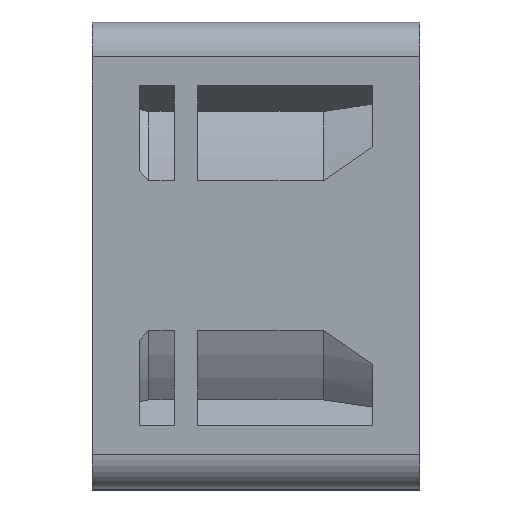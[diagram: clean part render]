
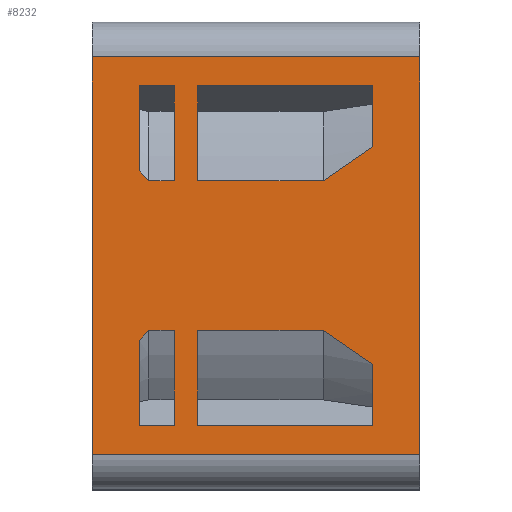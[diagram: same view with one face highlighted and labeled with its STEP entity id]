
A CAD part, top view. The second image highlights one B-rep face of the part: STEP entity #8232.
In plain terms, the highlighted planar face has unit normal (0, 0, 1).
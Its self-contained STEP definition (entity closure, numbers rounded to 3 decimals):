
#2305=DIRECTION('',(-1.,0.,0.));
#2306=VECTOR('',#2305,3.);
#2307=CARTESIAN_POINT('',(-21.,14.531,20.));
#2308=LINE('',#2307,#2306);
#2313=DIRECTION('',(-1.,0.,0.));
#2314=VECTOR('',#2313,15.);
#2315=CARTESIAN_POINT('',(-4.,14.531,20.));
#2316=LINE('',#2315,#2314);
#2317=DIRECTION('',(-1.,0.,0.));
#2318=VECTOR('',#2317,2.174);
#2319=CARTESIAN_POINT('',(-21.,6.403,20.));
#2320=LINE('',#2319,#2318);
#2321=DIRECTION('',(0.,1.,0.));
#2322=VECTOR('',#2321,8.128);
#2323=CARTESIAN_POINT('',(-21.,6.403,20.));
#2324=LINE('',#2323,#2322);
#2325=DIRECTION('',(0.,-1.,0.));
#2326=VECTOR('',#2325,7.276);
#2327=CARTESIAN_POINT('',(-24.,14.531,20.));
#2328=LINE('',#2327,#2326);
#2329=CARTESIAN_POINT('',(-23.174,6.403,20.));
#2330=CARTESIAN_POINT('',(-23.26,6.497,20.));
#2331=CARTESIAN_POINT('',(-23.436,6.685,20.));
#2332=CARTESIAN_POINT('',(-23.711,6.969,20.));
#2333=CARTESIAN_POINT('',(-23.902,7.159,20.));
#2334=CARTESIAN_POINT('',(-24.,7.255,20.));
#2336=DIRECTION('',(-1.,0.,0.));
#2337=VECTOR('',#2336,10.754);
#2338=CARTESIAN_POINT('',(-8.246,-6.403,20.));
#2339=LINE('',#2338,#2337);
#2340=DIRECTION('',(0.,1.,0.));
#2341=VECTOR('',#2340,8.128);
#2342=CARTESIAN_POINT('',(-19.,-14.531,20.));
#2343=LINE('',#2342,#2341);
#2344=DIRECTION('',(0.,-1.,0.));
#2345=VECTOR('',#2344,5.219);
#2346=CARTESIAN_POINT('',(-4.,-9.312,20.));
#2347=LINE('',#2346,#2345);
#2348=CARTESIAN_POINT('',(-4.,-9.312,20.));
#2349=CARTESIAN_POINT('',(-4.547,-8.988,20.));
#2350=CARTESIAN_POINT('',(-5.592,-8.341,20.));
#2351=CARTESIAN_POINT('',(-7.008,-7.373,20.));
#2352=CARTESIAN_POINT('',(-7.851,-6.727,20.));
#2353=CARTESIAN_POINT('',(-8.246,-6.403,20.));
#2355=DIRECTION('',(1.,0.,0.));
#2356=VECTOR('',#2355,28.);
#2357=CARTESIAN_POINT('',(-28.,17.,20.));
#2358=LINE('',#2357,#2356);
#2359=DIRECTION('',(0.,-1.,0.));
#2360=VECTOR('',#2359,34.);
#2361=CARTESIAN_POINT('',(0.,17.,20.));
#2362=LINE('',#2361,#2360);
#2363=DIRECTION('',(-1.,0.,0.));
#2364=VECTOR('',#2363,28.);
#2365=CARTESIAN_POINT('',(0.,-17.,20.));
#2366=LINE('',#2365,#2364);
#2367=DIRECTION('',(0.,1.,0.));
#2368=VECTOR('',#2367,34.);
#2369=CARTESIAN_POINT('',(-28.,-17.,20.));
#2370=LINE('',#2369,#2368);
#2371=DIRECTION('',(0.,-1.,0.));
#2372=VECTOR('',#2371,8.128);
#2373=CARTESIAN_POINT('',(-21.,-6.403,20.));
#2374=LINE('',#2373,#2372);
#2375=DIRECTION('',(-1.,0.,0.));
#2376=VECTOR('',#2375,2.174);
#2377=CARTESIAN_POINT('',(-21.,-6.403,20.));
#2378=LINE('',#2377,#2376);
#2379=CARTESIAN_POINT('',(-24.,-7.255,20.));
#2380=CARTESIAN_POINT('',(-23.902,-7.159,20.));
#2381=CARTESIAN_POINT('',(-23.711,-6.969,20.));
#2382=CARTESIAN_POINT('',(-23.436,-6.685,20.));
#2383=CARTESIAN_POINT('',(-23.26,-6.497,20.));
#2384=CARTESIAN_POINT('',(-23.174,-6.403,20.));
#2386=DIRECTION('',(0.,-1.,0.));
#2387=VECTOR('',#2386,7.276);
#2388=CARTESIAN_POINT('',(-24.,-7.255,20.));
#2389=LINE('',#2388,#2387);
#2390=DIRECTION('',(0.,-1.,0.));
#2391=VECTOR('',#2390,8.128);
#2392=CARTESIAN_POINT('',(-19.,14.531,20.));
#2393=LINE('',#2392,#2391);
#2394=DIRECTION('',(-1.,0.,0.));
#2395=VECTOR('',#2394,10.754);
#2396=CARTESIAN_POINT('',(-8.246,6.403,20.));
#2397=LINE('',#2396,#2395);
#2398=CARTESIAN_POINT('',(-8.246,6.403,20.));
#2399=CARTESIAN_POINT('',(-7.851,6.727,20.));
#2400=CARTESIAN_POINT('',(-7.009,7.373,20.));
#2401=CARTESIAN_POINT('',(-5.593,8.341,20.));
#2402=CARTESIAN_POINT('',(-4.548,8.988,20.));
#2403=CARTESIAN_POINT('',(-4.,9.312,20.));
#2405=DIRECTION('',(0.,-1.,0.));
#2406=VECTOR('',#2405,5.219);
#2407=CARTESIAN_POINT('',(-4.,14.531,20.));
#2408=LINE('',#2407,#2406);
#2413=DIRECTION('',(-1.,0.,0.));
#2414=VECTOR('',#2413,3.);
#2415=CARTESIAN_POINT('',(-21.,-14.531,20.));
#2416=LINE('',#2415,#2414);
#2421=DIRECTION('',(-1.,0.,0.));
#2422=VECTOR('',#2421,15.);
#2423=CARTESIAN_POINT('',(-4.,-14.531,20.));
#2424=LINE('',#2423,#2422);
#4532=CARTESIAN_POINT('',(-28.,-17.,20.));
#4534=VERTEX_POINT('',#4532);
#4535=CARTESIAN_POINT('',(-28.,17.,20.));
#4537=VERTEX_POINT('',#4535);
#4647=CARTESIAN_POINT('',(0.,17.,20.));
#4648=CARTESIAN_POINT('',(0.,-17.,20.));
#4649=VERTEX_POINT('',#4647);
#4650=VERTEX_POINT('',#4648);
#4724=VERTEX_POINT('',#2379);
#4725=VERTEX_POINT('',#2384);
#4726=VERTEX_POINT('',#2329);
#4727=VERTEX_POINT('',#2334);
#4728=VERTEX_POINT('',#2348);
#4729=VERTEX_POINT('',#2353);
#4730=VERTEX_POINT('',#2398);
#4731=VERTEX_POINT('',#2403);
#4808=CARTESIAN_POINT('',(-4.,-14.531,20.));
#4809=VERTEX_POINT('',#4808);
#4810=CARTESIAN_POINT('',(-24.,-14.531,20.));
#4811=VERTEX_POINT('',#4810);
#4812=CARTESIAN_POINT('',(-4.,14.531,20.));
#4813=VERTEX_POINT('',#4812);
#4814=CARTESIAN_POINT('',(-24.,14.531,20.));
#4815=VERTEX_POINT('',#4814);
#4849=CARTESIAN_POINT('',(-21.,-6.403,20.));
#4851=VERTEX_POINT('',#4849);
#4853=CARTESIAN_POINT('',(-19.,-6.403,20.));
#4855=VERTEX_POINT('',#4853);
#4856=CARTESIAN_POINT('',(-21.,-14.531,20.));
#4857=VERTEX_POINT('',#4856);
#4858=CARTESIAN_POINT('',(-19.,-14.531,20.));
#4859=VERTEX_POINT('',#4858);
#4860=CARTESIAN_POINT('',(-21.,6.403,20.));
#4862=VERTEX_POINT('',#4860);
#4864=CARTESIAN_POINT('',(-19.,6.403,20.));
#4866=VERTEX_POINT('',#4864);
#4868=CARTESIAN_POINT('',(-21.,14.531,20.));
#4869=VERTEX_POINT('',#4868);
#4870=CARTESIAN_POINT('',(-19.,14.531,20.));
#4871=VERTEX_POINT('',#4870);
#8184=CARTESIAN_POINT('',(-28.,20.,20.));
#8185=DIRECTION('',(0.,0.,-1.));
#8186=DIRECTION('',(0.,-1.,0.));
#8187=AXIS2_PLACEMENT_3D('',#8184,#8185,#8186);
#8188=PLANE('',#8187);
#8190=ORIENTED_EDGE('',*,*,#8189,.T.);
#8191=ORIENTED_EDGE('',*,*,#5778,.T.);
#8193=ORIENTED_EDGE('',*,*,#8192,.T.);
#8194=ORIENTED_EDGE('',*,*,#6039,.T.);
#8195=EDGE_LOOP('',(#8190,#8191,#8193,#8194));
#8196=FACE_OUTER_BOUND('',#8195,.F.);
#8197=ORIENTED_EDGE('',*,*,#8061,.F.);
#8198=ORIENTED_EDGE('',*,*,#8179,.T.);
#8199=ORIENTED_EDGE('',*,*,#8151,.T.);
#8200=ORIENTED_EDGE('',*,*,#7718,.T.);
#8201=ORIENTED_EDGE('',*,*,#8094,.F.);
#8202=EDGE_LOOP('',(#8197,#8198,#8199,#8200,#8201));
#8203=FACE_BOUND('',#8202,.F.);
#8204=ORIENTED_EDGE('',*,*,#8045,.T.);
#8206=ORIENTED_EDGE('',*,*,#8205,.F.);
#8208=ORIENTED_EDGE('',*,*,#8207,.F.);
#8209=ORIENTED_EDGE('',*,*,#7884,.F.);
#8211=ORIENTED_EDGE('',*,*,#8210,.T.);
#8212=EDGE_LOOP('',(#8204,#8206,#8208,#8209,#8211));
#8213=FACE_BOUND('',#8212,.F.);
#8215=ORIENTED_EDGE('',*,*,#8214,.F.);
#8217=ORIENTED_EDGE('',*,*,#8216,.F.);
#8218=ORIENTED_EDGE('',*,*,#8033,.T.);
#8219=ORIENTED_EDGE('',*,*,#8135,.F.);
#8220=ORIENTED_EDGE('',*,*,#7702,.T.);
#8221=EDGE_LOOP('',(#8215,#8217,#8218,#8219,#8220));
#8222=FACE_BOUND('',#8221,.F.);
#8223=ORIENTED_EDGE('',*,*,#8163,.T.);
#8225=ORIENTED_EDGE('',*,*,#8224,.T.);
#8226=ORIENTED_EDGE('',*,*,#8081,.F.);
#8228=ORIENTED_EDGE('',*,*,#8227,.T.);
#8229=ORIENTED_EDGE('',*,*,#7896,.F.);
#8230=EDGE_LOOP('',(#8223,#8225,#8226,#8228,#8229));
#8231=FACE_BOUND('',#8230,.F.);
#8232=ADVANCED_FACE('',(#8196,#8203,#8213,#8222,#8231),#8188,.F.);
#2335=B_SPLINE_CURVE_WITH_KNOTS('',3,(#2329,#2330,#2331,#2332,#2333,#2334),
.UNSPECIFIED.,.F.,.F.,(4,1,1,4),(0.,0.333,0.667,1.),
.UNSPECIFIED.);
#2354=B_SPLINE_CURVE_WITH_KNOTS('',3,(#2348,#2349,#2350,#2351,#2352,#2353),
.UNSPECIFIED.,.F.,.F.,(4,1,1,4),(0.,0.333,0.667,1.),
.UNSPECIFIED.);
#2385=B_SPLINE_CURVE_WITH_KNOTS('',3,(#2379,#2380,#2381,#2382,#2383,#2384),
.UNSPECIFIED.,.F.,.F.,(4,1,1,4),(0.,0.333,0.667,1.),
.UNSPECIFIED.);
#2404=B_SPLINE_CURVE_WITH_KNOTS('',3,(#2398,#2399,#2400,#2401,#2402,#2403),
.UNSPECIFIED.,.F.,.F.,(4,1,1,4),(0.,0.333,0.667,1.),
.UNSPECIFIED.);
#5778=EDGE_CURVE('',#4649,#4650,#2362,.T.);
#6039=EDGE_CURVE('',#4534,#4537,#2370,.T.);
#7702=EDGE_CURVE('',#4724,#4811,#2389,.T.);
#7718=EDGE_CURVE('',#4815,#4727,#2328,.T.);
#7884=EDGE_CURVE('',#4728,#4809,#2347,.T.);
#7896=EDGE_CURVE('',#4813,#4731,#2408,.T.);
#8033=EDGE_CURVE('',#4851,#4725,#2378,.T.);
#8045=EDGE_CURVE('',#4729,#4855,#2339,.T.);
#8061=EDGE_CURVE('',#4862,#4726,#2320,.T.);
#8081=EDGE_CURVE('',#4730,#4866,#2397,.T.);
#8094=EDGE_CURVE('',#4726,#4727,#2335,.T.);
#8135=EDGE_CURVE('',#4724,#4725,#2385,.T.);
#8151=EDGE_CURVE('',#4869,#4815,#2308,.T.);
#8163=EDGE_CURVE('',#4813,#4871,#2316,.T.);
#8179=EDGE_CURVE('',#4862,#4869,#2324,.T.);
#8189=EDGE_CURVE('',#4537,#4649,#2358,.T.);
#8192=EDGE_CURVE('',#4650,#4534,#2366,.T.);
#8205=EDGE_CURVE('',#4859,#4855,#2343,.T.);
#8207=EDGE_CURVE('',#4809,#4859,#2424,.T.);
#8210=EDGE_CURVE('',#4728,#4729,#2354,.T.);
#8214=EDGE_CURVE('',#4857,#4811,#2416,.T.);
#8216=EDGE_CURVE('',#4851,#4857,#2374,.T.);
#8224=EDGE_CURVE('',#4871,#4866,#2393,.T.);
#8227=EDGE_CURVE('',#4730,#4731,#2404,.T.);
